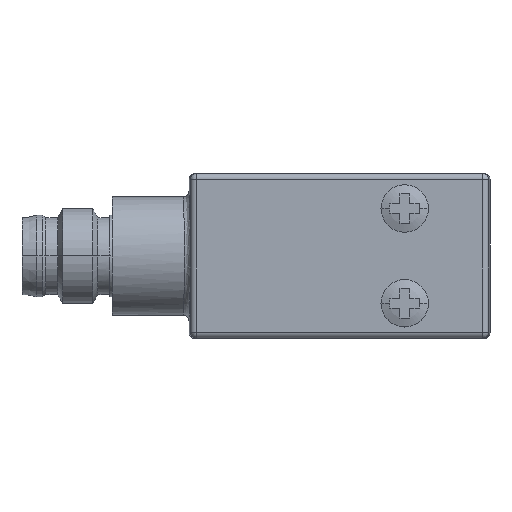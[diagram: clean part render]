
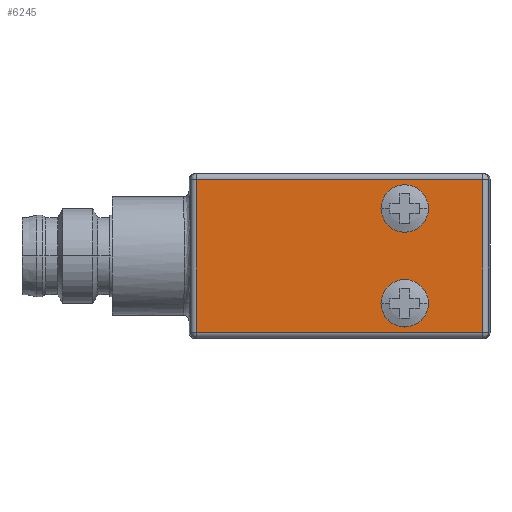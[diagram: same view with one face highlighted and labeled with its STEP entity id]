
A CAD part, top view. The second image highlights one B-rep face of the part: STEP entity #6245.
In plain terms, the highlighted planar face has unit normal (0, 0, 1).
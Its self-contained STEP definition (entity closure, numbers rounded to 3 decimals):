
#2055=CARTESIAN_POINT('',(-4.2,4.,2.9));
#2056=DIRECTION('',(0.,0.,1.));
#2057=DIRECTION('',(0.,1.,0.));
#2058=AXIS2_PLACEMENT_3D('',#2055,#2056,#2057);
#2450=CARTESIAN_POINT('',(-4.2,4.,2.9));
#2451=DIRECTION('',(0.,0.,1.));
#2452=DIRECTION('',(0.,-1.,0.));
#2453=AXIS2_PLACEMENT_3D('',#2450,#2451,#2452);
#2473=DIRECTION('',(-1.,0.,0.));
#2474=VECTOR('',#2473,24.194);
#2475=CARTESIAN_POINT('',(2.397,-6.45,2.9));
#2476=LINE('',#2475,#2474);
#2511=DIRECTION('',(0.,-1.,0.));
#2512=VECTOR('',#2511,12.9);
#2513=CARTESIAN_POINT('',(2.397,6.45,2.9));
#2514=LINE('',#2513,#2512);
#2763=DIRECTION('',(-1.,0.,0.));
#2764=VECTOR('',#2763,24.194);
#2765=CARTESIAN_POINT('',(2.397,6.45,2.9));
#2766=LINE('',#2765,#2764);
#2793=DIRECTION('',(0.,1.,0.));
#2794=VECTOR('',#2793,12.9);
#2795=CARTESIAN_POINT('',(-21.797,-6.45,2.9));
#2796=LINE('',#2795,#2794);
#4856=CARTESIAN_POINT('',(-4.2,-4.,2.9));
#4857=DIRECTION('',(0.,0.,1.));
#4858=DIRECTION('',(0.,-1.,0.));
#4859=AXIS2_PLACEMENT_3D('',#4856,#4857,#4858);
#4909=CARTESIAN_POINT('',(-4.2,-4.,2.9));
#4910=DIRECTION('',(0.,0.,1.));
#4911=DIRECTION('',(0.,1.,0.));
#4912=AXIS2_PLACEMENT_3D('',#4909,#4910,#4911);
#5339=CARTESIAN_POINT('',(2.397,-6.45,2.9));
#5340=CARTESIAN_POINT('',(-21.797,-6.45,2.9));
#5341=VERTEX_POINT('',#5339);
#5342=VERTEX_POINT('',#5340);
#5351=CARTESIAN_POINT('',(-21.797,6.45,2.9));
#5352=VERTEX_POINT('',#5351);
#5357=CARTESIAN_POINT('',(2.397,6.45,2.9));
#5358=VERTEX_POINT('',#5357);
#5391=CARTESIAN_POINT('',(-4.2,-5.085,2.9));
#5392=CARTESIAN_POINT('',(-4.2,-2.915,2.9));
#5393=VERTEX_POINT('',#5391);
#5394=VERTEX_POINT('',#5392);
#5395=CARTESIAN_POINT('',(-4.2,5.085,2.9));
#5396=CARTESIAN_POINT('',(-4.2,2.915,2.9));
#5397=VERTEX_POINT('',#5395);
#5398=VERTEX_POINT('',#5396);
#6220=CARTESIAN_POINT('',(3.,0.,2.9));
#6221=DIRECTION('',(0.,0.,-1.));
#6222=DIRECTION('',(0.,1.,0.));
#6223=AXIS2_PLACEMENT_3D('',#6220,#6221,#6222);
#6224=PLANE('',#6223);
#6226=ORIENTED_EDGE('',*,*,#6225,.T.);
#6228=ORIENTED_EDGE('',*,*,#6227,.T.);
#6230=ORIENTED_EDGE('',*,*,#6229,.F.);
#6232=ORIENTED_EDGE('',*,*,#6231,.T.);
#6233=EDGE_LOOP('',(#6226,#6228,#6230,#6232));
#6234=FACE_OUTER_BOUND('',#6233,.F.);
#6236=ORIENTED_EDGE('',*,*,#6235,.T.);
#6238=ORIENTED_EDGE('',*,*,#6237,.T.);
#6239=EDGE_LOOP('',(#6236,#6238));
#6240=FACE_BOUND('',#6239,.F.);
#6241=ORIENTED_EDGE('',*,*,#6206,.T.);
#6242=ORIENTED_EDGE('',*,*,#5751,.T.);
#6243=EDGE_LOOP('',(#6241,#6242));
#6244=FACE_BOUND('',#6243,.F.);
#6245=ADVANCED_FACE('',(#6234,#6240,#6244),#6224,.F.);
#2059=CIRCLE('',#2058,1.085);
#2454=CIRCLE('',#2453,1.085);
#4860=CIRCLE('',#4859,1.085);
#4913=CIRCLE('',#4912,1.085);
#5751=EDGE_CURVE('',#5397,#5398,#2059,.T.);
#6206=EDGE_CURVE('',#5398,#5397,#2454,.T.);
#6225=EDGE_CURVE('',#5341,#5342,#2476,.T.);
#6227=EDGE_CURVE('',#5342,#5352,#2796,.T.);
#6229=EDGE_CURVE('',#5358,#5352,#2766,.T.);
#6231=EDGE_CURVE('',#5358,#5341,#2514,.T.);
#6235=EDGE_CURVE('',#5393,#5394,#4860,.T.);
#6237=EDGE_CURVE('',#5394,#5393,#4913,.T.);
